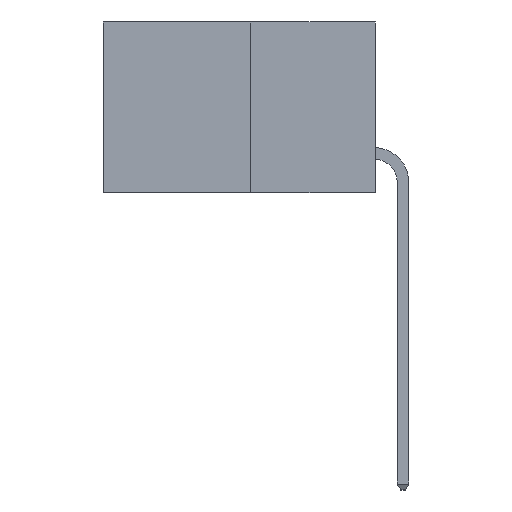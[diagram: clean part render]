
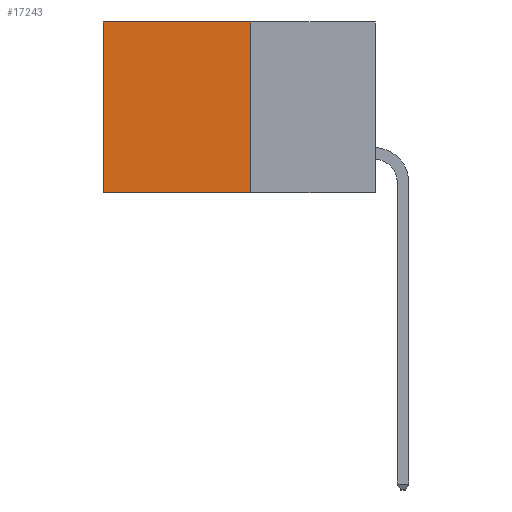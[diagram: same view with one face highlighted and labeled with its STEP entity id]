
A CAD part, left-side view. The second image highlights one B-rep face of the part: STEP entity #17243.
In plain terms, the highlighted planar face has unit normal (-1, 0, 0).
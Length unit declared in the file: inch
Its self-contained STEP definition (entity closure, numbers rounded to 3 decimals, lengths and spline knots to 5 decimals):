
#114 = CARTESIAN_POINT ( 'NONE',  ( 0.277, 0.27, 0. ) ) ;
#382 = LINE ( 'NONE', #11932, #17887 ) ;
#1026 = ORIENTED_EDGE ( 'NONE', *, *, #23832, .F. ) ;
#1296 = CARTESIAN_POINT ( 'NONE',  ( 0.277, 0.27, -0.37 ) ) ;
#1494 = ORIENTED_EDGE ( 'NONE', *, *, #19953, .T. ) ;
#1756 = DIRECTION ( 'NONE',  ( 1., 0., 0. ) ) ;
#2191 = FACE_OUTER_BOUND ( 'NONE', #3192, .T. ) ;
#2518 = DIRECTION ( 'NONE',  ( 0., 1., 0. ) ) ;
#3192 = EDGE_LOOP ( 'NONE', ( #1494, #1026, #25170, #5422 ) ) ;
#3945 = CARTESIAN_POINT ( 'NONE',  ( 0.277, 0.27, -0.37 ) ) ;
#4053 = VERTEX_POINT ( 'NONE', #6759 ) ;
#5422 = ORIENTED_EDGE ( 'NONE', *, *, #17955, .T. ) ;
#5709 = VERTEX_POINT ( 'NONE', #9187 ) ;
#6287 = LINE ( 'NONE', #114, #18201 ) ;
#6759 = CARTESIAN_POINT ( 'NONE',  ( 0.277, 0.59, -0.37 ) ) ;
#9187 = CARTESIAN_POINT ( 'NONE',  ( 0.277, 0.27, -0.37 ) ) ;
#10523 = VECTOR ( 'NONE', #29292, 39.37008 ) ;
#11932 = CARTESIAN_POINT ( 'NONE',  ( 0.277, 0.59, -0.37 ) ) ;
#13244 = DIRECTION ( 'NONE',  ( 0., 0., -1. ) ) ;
#13802 = EDGE_CURVE ( 'NONE', #18425, #5709, #19596, .T. ) ;
#15161 = CARTESIAN_POINT ( 'NONE',  ( 0.277, 0.27, -0.37 ) ) ;
#16180 = AXIS2_PLACEMENT_3D ( 'NONE', #3945, #1756, #18401 ) ;
#17243 = ADVANCED_FACE ( 'NONE', ( #2191 ), #30123, .F. ) ;
#17887 = VECTOR ( 'NONE', #19147, 39.37008 ) ;
#17955 = EDGE_CURVE ( 'NONE', #18425, #30217, #6287, .T. ) ;
#18105 = VECTOR ( 'NONE', #13244, 39.37008 ) ;
#18201 = VECTOR ( 'NONE', #2518, 39.37008 ) ;
#18401 = DIRECTION ( 'NONE',  ( 0., 0., -1. ) ) ;
#18425 = VERTEX_POINT ( 'NONE', #25532 ) ;
#19147 = DIRECTION ( 'NONE',  ( 0., 0., -1. ) ) ;
#19596 = LINE ( 'NONE', #1296, #18105 ) ;
#19953 = EDGE_CURVE ( 'NONE', #30217, #4053, #382, .T. ) ;
#23171 = LINE ( 'NONE', #15161, #10523 ) ;
#23832 = EDGE_CURVE ( 'NONE', #5709, #4053, #23171, .T. ) ;
#25170 = ORIENTED_EDGE ( 'NONE', *, *, #13802, .F. ) ;
#25532 = CARTESIAN_POINT ( 'NONE',  ( 0.277, 0.27, 0. ) ) ;
#28429 = CARTESIAN_POINT ( 'NONE',  ( 0.277, 0.59, 0. ) ) ;
#29292 = DIRECTION ( 'NONE',  ( 0., 1., 0. ) ) ;
#30123 = PLANE ( 'NONE',  #16180 ) ;
#30217 = VERTEX_POINT ( 'NONE', #28429 ) ;
